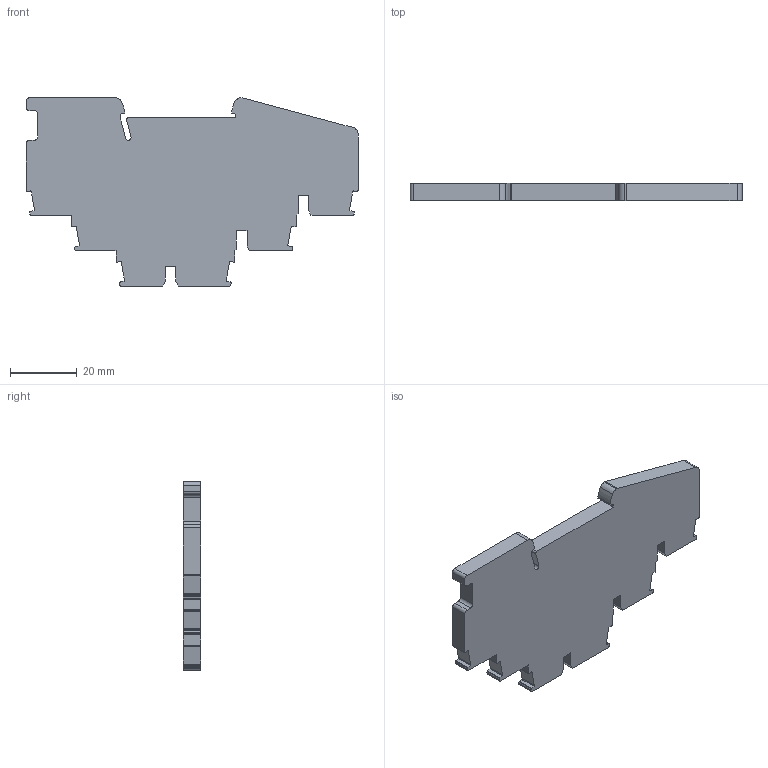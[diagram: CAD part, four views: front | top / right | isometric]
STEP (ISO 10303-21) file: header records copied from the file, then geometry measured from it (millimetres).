
FILE_DESCRIPTION((''),'2;1');
FILE_NAME('DST2_5-3L-D','2018-09-29T',('Administrator'),(''),'PRO/ENGINEER BY PARAMETRIC TECHNOLOGY CORPORATION, 2008380','PRO/ENGINEER BY PARAMETRIC TECHNOLOGY CORPORATION, 2008380','');
FILE_SCHEMA(('CONFIG_CONTROL_DESIGN'));
Length unit declared in the file: millimetre
Products named in the file (1): DST2_5-3L-D
Bounding box: 99.6 x 5.15 x 56.5 mm (x, y, z)
Volume: 20652.6 mm3; surface area: 10257.5 mm2
Topology: 1 solids, 1 shells, 252 faces, 707 edges, 464 vertices
Faces by surface type: plane 174, cylinder 66, cone 12
Entity records: 8208 total; most frequent: CARTESIAN_POINT 1666, ORIENTED_EDGE 1414, DIRECTION 1283, EDGE_CURVE 707, VECTOR 515, LINE 515, VERTEX_POINT 464, AXIS2_PLACEMENT_3D 384
